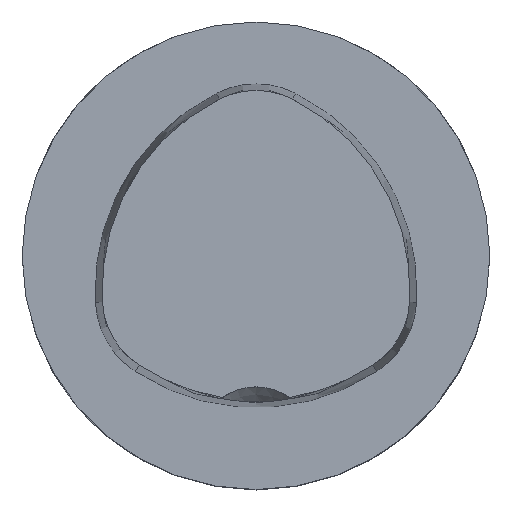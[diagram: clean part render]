
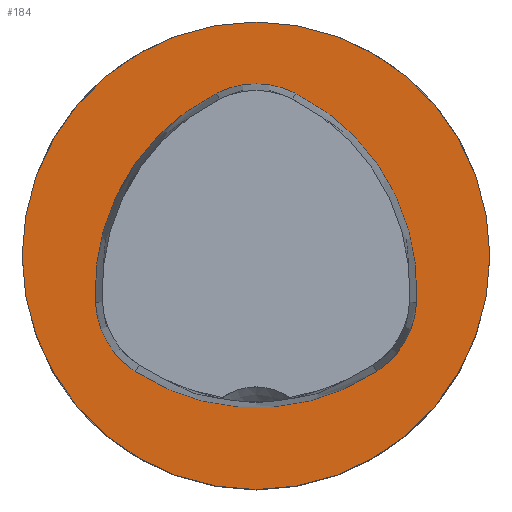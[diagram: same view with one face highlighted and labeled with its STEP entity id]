
A CAD part, top view. The second image highlights one B-rep face of the part: STEP entity #184.
In plain terms, the highlighted planar face has unit normal (0, 0, 1).
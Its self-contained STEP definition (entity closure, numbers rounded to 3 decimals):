
#66=FACE_BOUND('',#303,.T.);
#67=FACE_BOUND('',#304,.T.);
#140=PLANE('',#1041);
#184=ADVANCED_FACE('',(#66,#67),#140,.T.);
#303=EDGE_LOOP('',(#537));
#304=EDGE_LOOP('',(#538,#539,#540,#541,#542,#543));
#386=CIRCLE('',#1001,15.063);
#389=CIRCLE('',#1005,6.063);
#391=CIRCLE('',#1008,6.063);
#393=CIRCLE('',#1011,15.063);
#395=CIRCLE('',#1014,6.063);
#397=CIRCLE('',#1017,15.063);
#398=CIRCLE('',#1040,16.);
#537=ORIENTED_EDGE('',*,*,#819,.F.);
#538=ORIENTED_EDGE('',*,*,#792,.F.);
#539=ORIENTED_EDGE('',*,*,#794,.F.);
#540=ORIENTED_EDGE('',*,*,#782,.F.);
#541=ORIENTED_EDGE('',*,*,#778,.F.);
#542=ORIENTED_EDGE('',*,*,#786,.F.);
#543=ORIENTED_EDGE('',*,*,#789,.F.);
#688=VERTEX_POINT('',#1516);
#689=VERTEX_POINT('',#1518);
#692=VERTEX_POINT('',#1526);
#694=VERTEX_POINT('',#1532);
#696=VERTEX_POINT('',#1538);
#698=VERTEX_POINT('',#1544);
#715=VERTEX_POINT('',#1604);
#778=EDGE_CURVE('',#688,#689,#386,.T.);
#782=EDGE_CURVE('',#689,#692,#389,.T.);
#786=EDGE_CURVE('',#694,#688,#391,.T.);
#789=EDGE_CURVE('',#696,#694,#393,.T.);
#792=EDGE_CURVE('',#698,#696,#395,.T.);
#794=EDGE_CURVE('',#692,#698,#397,.T.);
#819=EDGE_CURVE('',#715,#715,#398,.T.);
#1001=AXIS2_PLACEMENT_3D('',#1517,#1165,#1166);
#1005=AXIS2_PLACEMENT_3D('',#1525,#1174,#1175);
#1008=AXIS2_PLACEMENT_3D('',#1533,#1182,#1183);
#1011=AXIS2_PLACEMENT_3D('',#1539,#1189,#1190);
#1014=AXIS2_PLACEMENT_3D('',#1545,#1196,#1197);
#1017=AXIS2_PLACEMENT_3D('',#1548,#1202,#1203);
#1040=AXIS2_PLACEMENT_3D('',#1603,#1264,#1265);
#1041=AXIS2_PLACEMENT_3D('',#1605,#1266,#1267);
#1165=DIRECTION('',(0.,0.,1.));
#1166=DIRECTION('',(1.,0.,0.));
#1174=DIRECTION('',(0.,0.,1.));
#1175=DIRECTION('',(1.,0.,0.));
#1182=DIRECTION('',(0.,0.,1.));
#1183=DIRECTION('',(1.,0.,0.));
#1189=DIRECTION('',(0.,0.,1.));
#1190=DIRECTION('',(1.,0.,0.));
#1196=DIRECTION('',(0.,0.,1.));
#1197=DIRECTION('',(1.,0.,0.));
#1202=DIRECTION('',(0.,0.,1.));
#1203=DIRECTION('',(1.,0.,0.));
#1264=DIRECTION('',(0.,0.,-1.));
#1265=DIRECTION('',(-1.,0.,0.));
#1266=DIRECTION('',(0.,0.,1.));
#1267=DIRECTION('',(0.,1.,0.));
#1516=CARTESIAN_POINT('',(-8.262,-7.919,0.));
#1517=CARTESIAN_POINT('',(0.,4.675,0.));
#1518=CARTESIAN_POINT('',(8.262,-7.919,0.));
#1525=CARTESIAN_POINT('',(4.936,-2.85,0.));
#1526=CARTESIAN_POINT('',(10.989,-3.195,0.));
#1532=CARTESIAN_POINT('',(-10.989,-3.195,0.));
#1533=CARTESIAN_POINT('',(-4.936,-2.85,0.));
#1538=CARTESIAN_POINT('',(-2.728,11.115,0.));
#1539=CARTESIAN_POINT('',(4.049,-2.338,0.));
#1544=CARTESIAN_POINT('',(2.728,11.115,0.));
#1545=CARTESIAN_POINT('',(0.,5.7,0.));
#1548=CARTESIAN_POINT('',(-4.049,-2.338,0.));
#1603=CARTESIAN_POINT('',(0.,0.,0.));
#1604=CARTESIAN_POINT('',(-16.,0.,0.));
#1605=CARTESIAN_POINT('',(-8.,0.,0.));
